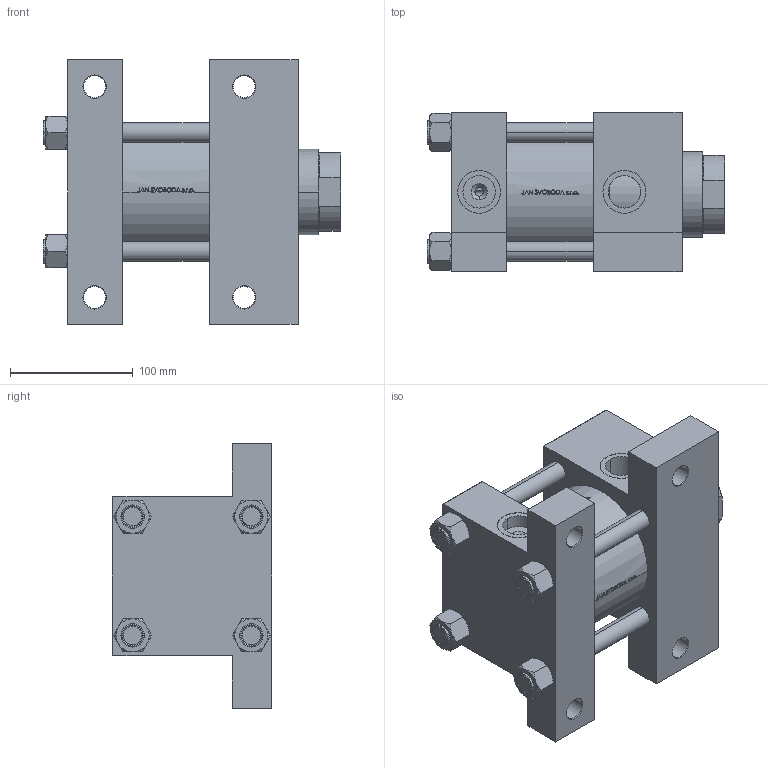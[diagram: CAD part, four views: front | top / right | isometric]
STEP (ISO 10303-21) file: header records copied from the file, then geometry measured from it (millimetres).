
FILE_DESCRIPTION (( 'STEP AP203' ), '1' );
FILE_NAME ('cce4.STEP', '2024-05-22T17:57:22', ( '' ), ( '' ), 'SwSTEP 2.0', 'SolidWorks 2019', '' );
FILE_SCHEMA (( 'CONFIG_CONTROL_DESIGN' ));
Length unit declared in the file: millimetre
Products named in the file (6): V215CR_VCP_G 0f5280231ca0580fae95cc404ff0307d; NUT_M5_G 0f5280231ca0580fae95cc404ff0307d; V215CR_G_TYCINKA 0f5280231ca0580fae95cc404ff0307d; V215CR_G_Body 0f5280231ca0580fae95cc404ff0307d; V215_VC_A 0f5280231ca0580fae95cc404ff0307d; cce4
Assembly tree (11 placements, depth 2):
  cce4
    V215CR_G_Body 0f5280231ca0580fae95cc404ff0307d
    V215CR_VCP_G 0f5280231ca0580fae95cc404ff0307d
    V215CR_G_TYCINKA 0f5280231ca0580fae95cc404ff0307d  x4
    NUT_M5_G 0f5280231ca0580fae95cc404ff0307d  x4
    V215_VC_A 0f5280231ca0580fae95cc404ff0307d
Bounding box: 243 x 130 x 216 mm (x, y, z)
Volume: 2889521.8 mm3; surface area: 371568.4 mm2
Topology: 11 solids, 11 shells, 1135 faces, 2908 edges, 1877 vertices
Faces by surface type: plane 479, bspline 380, cone 144, cylinder 124, torus 8
Entity records: 47996 total; most frequent: CARTESIAN_POINT 26045, ORIENTED_EDGE 5080, DIRECTION 3112, EDGE_CURVE 2540, VERTEX_POINT 1655, VECTOR 1316, LINE 1316, EDGE_LOOP 1081
